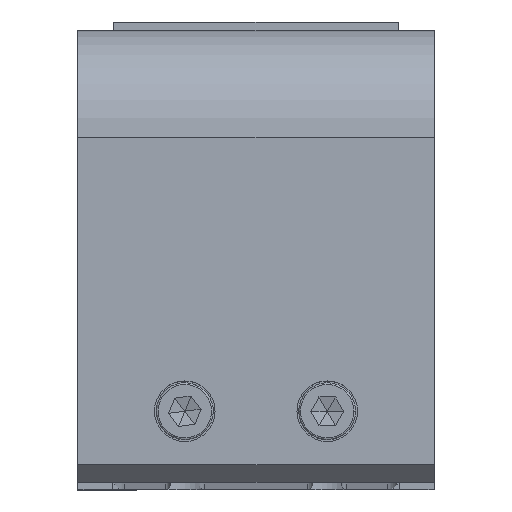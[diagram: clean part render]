
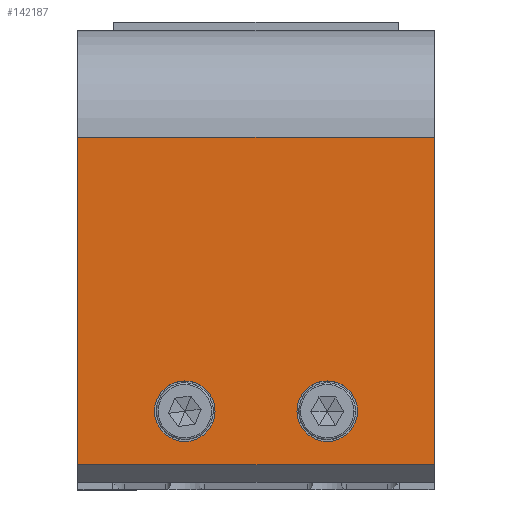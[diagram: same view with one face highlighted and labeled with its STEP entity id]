
A CAD part, top view. The second image highlights one B-rep face of the part: STEP entity #142187.
In plain terms, the highlighted planar face has unit normal (0, 0, 1).
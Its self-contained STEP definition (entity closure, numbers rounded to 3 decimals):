
#792 = DIRECTION ( 'NONE',  ( 0., 0., -1. ) ) ;
#2029 = VERTEX_POINT ( 'NONE', #77153 ) ;
#6450 = DIRECTION ( 'NONE',  ( 1., 0., 0. ) ) ;
#7242 = DIRECTION ( 'NONE',  ( 0., 0., 1. ) ) ;
#7810 = LINE ( 'NONE', #74303, #34230 ) ;
#8494 = DIRECTION ( 'NONE',  ( 1., 0., 0. ) ) ;
#9651 = CARTESIAN_POINT ( 'NONE',  ( 201.658, 295.108, 657.202 ) ) ;
#11912 = DIRECTION ( 'NONE',  ( 1., 0., 0. ) ) ;
#15298 = DIRECTION ( 'NONE',  ( 0., 0., 1. ) ) ;
#16572 = CARTESIAN_POINT ( 'NONE',  ( 123.158, 218.108, 657.202 ) ) ;
#18109 = EDGE_CURVE ( 'NONE', #152465, #54645, #103994, .T. ) ;
#22116 = DIRECTION ( 'NONE',  ( 0., 0., 1. ) ) ;
#25593 = DIRECTION ( 'NONE',  ( 0., 1., 0. ) ) ;
#28572 = AXIS2_PLACEMENT_3D ( 'NONE', #90323, #792, #25593 ) ;
#30145 = EDGE_CURVE ( 'NONE', #142191, #108084, #87625, .T. ) ;
#34230 = VECTOR ( 'NONE', #60734, 1000. ) ;
#35678 = CARTESIAN_POINT ( 'NONE',  ( 201.658, 203.108, 657.202 ) ) ;
#35787 = EDGE_CURVE ( 'NONE', #90912, #108084, #44581, .T. ) ;
#42796 = VERTEX_POINT ( 'NONE', #66456 ) ;
#44491 = VERTEX_POINT ( 'NONE', #9651 ) ;
#44581 = LINE ( 'NONE', #132492, #77613 ) ;
#46094 = PLANE ( 'NONE',  #28572 ) ;
#46333 = ORIENTED_EDGE ( 'NONE', *, *, #35787, .T. ) ;
#46799 = ORIENTED_EDGE ( 'NONE', *, *, #163969, .F. ) ;
#49997 = AXIS2_PLACEMENT_3D ( 'NONE', #113385, #22116, #8494 ) ;
#52516 = VECTOR ( 'NONE', #151884, 1000. ) ;
#52821 = CARTESIAN_POINT ( 'NONE',  ( 201.658, 203.108, 657.202 ) ) ;
#54645 = VERTEX_POINT ( 'NONE', #16572 ) ;
#57146 = EDGE_LOOP ( 'NONE', ( #46333, #91851, #66195, #139096 ) ) ;
#57290 = AXIS2_PLACEMENT_3D ( 'NONE', #101002, #7242, #59319 ) ;
#59319 = DIRECTION ( 'NONE',  ( 1., 0., 0. ) ) ;
#60734 = DIRECTION ( 'NONE',  ( -1., 0., 0. ) ) ;
#61425 = CARTESIAN_POINT ( 'NONE',  ( 201.658, 203.108, 657.202 ) ) ;
#66195 = ORIENTED_EDGE ( 'NONE', *, *, #71331, .F. ) ;
#66456 = CARTESIAN_POINT ( 'NONE',  ( 180.158, 218.108, 657.202 ) ) ;
#66592 = ORIENTED_EDGE ( 'NONE', *, *, #115859, .F. ) ;
#71331 = EDGE_CURVE ( 'NONE', #44491, #142191, #75844, .T. ) ;
#73299 = CARTESIAN_POINT ( 'NONE',  ( 101.658, 203.108, 657.202 ) ) ;
#74303 = CARTESIAN_POINT ( 'NONE',  ( 201.658, 295.108, 657.202 ) ) ;
#75844 = LINE ( 'NONE', #61425, #52516 ) ;
#76711 = AXIS2_PLACEMENT_3D ( 'NONE', #92928, #15298, #11912 ) ;
#77153 = CARTESIAN_POINT ( 'NONE',  ( 163.158, 218.108, 657.202 ) ) ;
#77613 = VECTOR ( 'NONE', #160728, 1000. ) ;
#87625 = LINE ( 'NONE', #35678, #136714 ) ;
#90141 = DIRECTION ( 'NONE',  ( -1., 0., 0. ) ) ;
#90323 = CARTESIAN_POINT ( 'NONE',  ( 201.658, 203.108, 657.202 ) ) ;
#90912 = VERTEX_POINT ( 'NONE', #94931 ) ;
#91851 = ORIENTED_EDGE ( 'NONE', *, *, #30145, .F. ) ;
#92516 = CARTESIAN_POINT ( 'NONE',  ( 140.158, 218.108, 657.202 ) ) ;
#92615 = ORIENTED_EDGE ( 'NONE', *, *, #155550, .F. ) ;
#92928 = CARTESIAN_POINT ( 'NONE',  ( 131.658, 218.108, 657.202 ) ) ;
#92941 = ORIENTED_EDGE ( 'NONE', *, *, #18109, .F. ) ;
#94931 = CARTESIAN_POINT ( 'NONE',  ( 101.658, 295.108, 657.202 ) ) ;
#101002 = CARTESIAN_POINT ( 'NONE',  ( 171.658, 218.108, 657.202 ) ) ;
#103994 = CIRCLE ( 'NONE', #76711, 8.5 ) ;
#108084 = VERTEX_POINT ( 'NONE', #73299 ) ;
#113385 = CARTESIAN_POINT ( 'NONE',  ( 171.658, 218.108, 657.202 ) ) ;
#115859 = EDGE_CURVE ( 'NONE', #42796, #2029, #160870, .T. ) ;
#130148 = EDGE_CURVE ( 'NONE', #44491, #90912, #7810, .T. ) ;
#132492 = CARTESIAN_POINT ( 'NONE',  ( 101.658, 203.108, 657.202 ) ) ;
#134417 = CARTESIAN_POINT ( 'NONE',  ( 131.658, 218.108, 657.202 ) ) ;
#136543 = FACE_BOUND ( 'NONE', #163779, .T. ) ;
#136714 = VECTOR ( 'NONE', #90141, 1000. ) ;
#139096 = ORIENTED_EDGE ( 'NONE', *, *, #130148, .T. ) ;
#142187 = ADVANCED_FACE ( 'NONE', ( #136543, #164747, #163113 ), #46094, .F. ) ;
#142191 = VERTEX_POINT ( 'NONE', #52821 ) ;
#147277 = DIRECTION ( 'NONE',  ( 0., 0., 1. ) ) ;
#147349 = EDGE_LOOP ( 'NONE', ( #66592, #92615 ) ) ;
#151884 = DIRECTION ( 'NONE',  ( 0., -1., 0. ) ) ;
#152465 = VERTEX_POINT ( 'NONE', #92516 ) ;
#154960 = AXIS2_PLACEMENT_3D ( 'NONE', #134417, #147277, #6450 ) ;
#155550 = EDGE_CURVE ( 'NONE', #2029, #42796, #161883, .T. ) ;
#160728 = DIRECTION ( 'NONE',  ( 0., -1., 0. ) ) ;
#160870 = CIRCLE ( 'NONE', #57290, 8.5 ) ;
#161883 = CIRCLE ( 'NONE', #49997, 8.5 ) ;
#163113 = FACE_OUTER_BOUND ( 'NONE', #57146, .T. ) ;
#163779 = EDGE_LOOP ( 'NONE', ( #92941, #46799 ) ) ;
#163969 = EDGE_CURVE ( 'NONE', #54645, #152465, #168571, .T. ) ;
#164747 = FACE_BOUND ( 'NONE', #147349, .T. ) ;
#168571 = CIRCLE ( 'NONE', #154960, 8.5 ) ;
